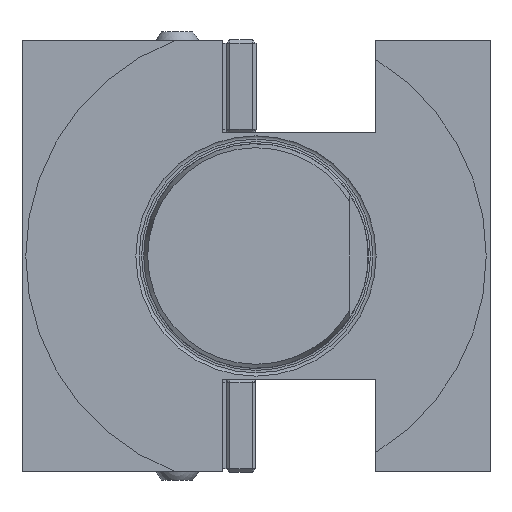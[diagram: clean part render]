
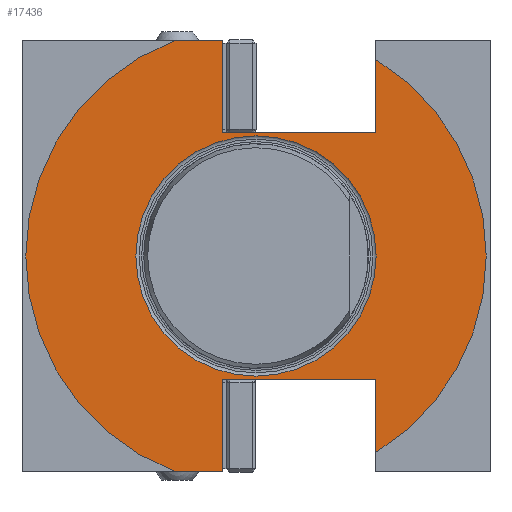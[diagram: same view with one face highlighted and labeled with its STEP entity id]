
A CAD part, front view. The second image highlights one B-rep face of the part: STEP entity #17436.
In plain terms, the highlighted planar face has unit normal (0, -1, 0).
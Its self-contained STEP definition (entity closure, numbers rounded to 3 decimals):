
#375 = ORIENTED_EDGE ( 'NONE', *, *, #8524, .T. ) ;
#550 = EDGE_LOOP ( 'NONE', ( #8741, #15913, #17588, #6494, #6057, #2854, #13615, #375, #15473, #11774 ) ) ;
#829 = VECTOR ( 'NONE', #3299, 1000. ) ;
#1281 = CARTESIAN_POINT ( 'NONE',  ( 0., 0., 0. ) ) ;
#1557 = CARTESIAN_POINT ( 'NONE',  ( 32., 0., 0. ) ) ;
#1568 = CARTESIAN_POINT ( 'NONE',  ( 0., 0., 0. ) ) ;
#2090 = DIRECTION ( 'NONE',  ( 0., 0., 1. ) ) ;
#2138 = VERTEX_POINT ( 'NONE', #9184 ) ;
#2206 = FACE_OUTER_BOUND ( 'NONE', #550, .T. ) ;
#2209 = VECTOR ( 'NONE', #17683, 1000. ) ;
#2261 = CARTESIAN_POINT ( 'NONE',  ( -32.15, 0., -57.5 ) ) ;
#2431 = VERTEX_POINT ( 'NONE', #2459 ) ;
#2459 = CARTESIAN_POINT ( 'NONE',  ( -9., 0., 57.5 ) ) ;
#2639 = EDGE_CURVE ( 'NONE', #12760, #8284, #11811, .T. ) ;
#2854 = ORIENTED_EDGE ( 'NONE', *, *, #11772, .T. ) ;
#3118 = DIRECTION ( 'NONE',  ( -1., 0., 0. ) ) ;
#3212 = CARTESIAN_POINT ( 'NONE',  ( 0., 0., 0. ) ) ;
#3299 = DIRECTION ( 'NONE',  ( 0., 0., -1. ) ) ;
#3525 = FACE_BOUND ( 'NONE', #6681, .T. ) ;
#3564 = CARTESIAN_POINT ( 'NONE',  ( -21.817, 0., 57.5 ) ) ;
#3777 = VECTOR ( 'NONE', #10788, 1000. ) ;
#3878 = CARTESIAN_POINT ( 'NONE',  ( 32., 0., 33. ) ) ;
#3983 = CARTESIAN_POINT ( 'NONE',  ( -32.15, 0., 57.5 ) ) ;
#4633 = VECTOR ( 'NONE', #15775, 1000. ) ;
#4799 = LINE ( 'NONE', #11565, #8647 ) ;
#4871 = CARTESIAN_POINT ( 'NONE',  ( 32., 0., 0. ) ) ;
#4988 = DIRECTION ( 'NONE',  ( 1., 0., 0. ) ) ;
#5143 = EDGE_CURVE ( 'NONE', #15187, #13747, #10252, .T. ) ;
#5318 = EDGE_CURVE ( 'NONE', #5752, #5752, #7289, .T. ) ;
#5752 = VERTEX_POINT ( 'NONE', #14384 ) ;
#6022 = LINE ( 'NONE', #14484, #4633 ) ;
#6057 = ORIENTED_EDGE ( 'NONE', *, *, #15560, .F. ) ;
#6494 = ORIENTED_EDGE ( 'NONE', *, *, #12081, .F. ) ;
#6515 = EDGE_CURVE ( 'NONE', #13170, #15187, #6022, .T. ) ;
#6681 = EDGE_LOOP ( 'NONE', ( #11203 ) ) ;
#6783 = EDGE_CURVE ( 'NONE', #8284, #15359, #12716, .T. ) ;
#7196 = CARTESIAN_POINT ( 'NONE',  ( 32., 0., -52.519 ) ) ;
#7289 = CIRCLE ( 'NONE', #11937, 32.095 ) ;
#7470 = DIRECTION ( 'NONE',  ( 1., 0., 0. ) ) ;
#7654 = CARTESIAN_POINT ( 'NONE',  ( -32.15, 0., 0. ) ) ;
#7978 = CARTESIAN_POINT ( 'NONE',  ( -9., 0., 0. ) ) ;
#8027 = AXIS2_PLACEMENT_3D ( 'NONE', #7654, #14735, #4988 ) ;
#8055 = LINE ( 'NONE', #2261, #15634 ) ;
#8284 = VERTEX_POINT ( 'NONE', #10448 ) ;
#8288 = CARTESIAN_POINT ( 'NONE',  ( -9., 0., -33. ) ) ;
#8524 = EDGE_CURVE ( 'NONE', #2138, #13747, #8055, .T. ) ;
#8647 = VECTOR ( 'NONE', #7470, 1000. ) ;
#8741 = ORIENTED_EDGE ( 'NONE', *, *, #16142, .F. ) ;
#9184 = CARTESIAN_POINT ( 'NONE',  ( -21.817, 0., -57.5 ) ) ;
#9605 = LINE ( 'NONE', #7978, #3777 ) ;
#9671 = EDGE_CURVE ( 'NONE', #2138, #15746, #11599, .T. ) ;
#9740 = LINE ( 'NONE', #1557, #15041 ) ;
#9755 = CARTESIAN_POINT ( 'NONE',  ( -9., 0., -57.5 ) ) ;
#9842 = DIRECTION ( 'NONE',  ( 0., -1., 0. ) ) ;
#10252 = LINE ( 'NONE', #11451, #829 ) ;
#10448 = CARTESIAN_POINT ( 'NONE',  ( 32., 0., 52.519 ) ) ;
#10526 = VECTOR ( 'NONE', #2090, 1000. ) ;
#10788 = DIRECTION ( 'NONE',  ( 0., 0., -1. ) ) ;
#11004 = AXIS2_PLACEMENT_3D ( 'NONE', #1281, #17012, #12665 ) ;
#11203 = ORIENTED_EDGE ( 'NONE', *, *, #5318, .F. ) ;
#11250 = AXIS2_PLACEMENT_3D ( 'NONE', #3212, #15985, #3118 ) ;
#11314 = DIRECTION ( 'NONE',  ( 1., 0., 0. ) ) ;
#11451 = CARTESIAN_POINT ( 'NONE',  ( -9., 0., 0. ) ) ;
#11565 = CARTESIAN_POINT ( 'NONE',  ( -32.15, 0., 33. ) ) ;
#11599 = CIRCLE ( 'NONE', #11004, 61.5 ) ;
#11772 = EDGE_CURVE ( 'NONE', #2431, #15746, #14672, .T. ) ;
#11774 = ORIENTED_EDGE ( 'NONE', *, *, #6515, .F. ) ;
#11811 = LINE ( 'NONE', #4871, #10526 ) ;
#11937 = AXIS2_PLACEMENT_3D ( 'NONE', #1568, #9842, #11314 ) ;
#12081 = EDGE_CURVE ( 'NONE', #15435, #12760, #4799, .T. ) ;
#12208 = PLANE ( 'NONE',  #8027 ) ;
#12665 = DIRECTION ( 'NONE',  ( -1., 0., 0. ) ) ;
#12716 = CIRCLE ( 'NONE', #11250, 61.5 ) ;
#12760 = VERTEX_POINT ( 'NONE', #3878 ) ;
#13170 = VERTEX_POINT ( 'NONE', #16603 ) ;
#13201 = CARTESIAN_POINT ( 'NONE',  ( -9., 0., 33. ) ) ;
#13615 = ORIENTED_EDGE ( 'NONE', *, *, #9671, .F. ) ;
#13647 = DIRECTION ( 'NONE',  ( 1., 0., 0. ) ) ;
#13747 = VERTEX_POINT ( 'NONE', #9755 ) ;
#14384 = CARTESIAN_POINT ( 'NONE',  ( 32.095, 0., 0. ) ) ;
#14484 = CARTESIAN_POINT ( 'NONE',  ( -32.15, 0., -33. ) ) ;
#14672 = LINE ( 'NONE', #3983, #2209 ) ;
#14735 = DIRECTION ( 'NONE',  ( 0., -1., 0. ) ) ;
#15041 = VECTOR ( 'NONE', #17017, 1000. ) ;
#15187 = VERTEX_POINT ( 'NONE', #8288 ) ;
#15359 = VERTEX_POINT ( 'NONE', #7196 ) ;
#15435 = VERTEX_POINT ( 'NONE', #13201 ) ;
#15473 = ORIENTED_EDGE ( 'NONE', *, *, #5143, .F. ) ;
#15560 = EDGE_CURVE ( 'NONE', #2431, #15435, #9605, .T. ) ;
#15634 = VECTOR ( 'NONE', #13647, 1000. ) ;
#15746 = VERTEX_POINT ( 'NONE', #3564 ) ;
#15775 = DIRECTION ( 'NONE',  ( -1., 0., 0. ) ) ;
#15913 = ORIENTED_EDGE ( 'NONE', *, *, #6783, .F. ) ;
#15985 = DIRECTION ( 'NONE',  ( 0., 1., 0. ) ) ;
#16142 = EDGE_CURVE ( 'NONE', #15359, #13170, #9740, .T. ) ;
#16603 = CARTESIAN_POINT ( 'NONE',  ( 32., 0., -33. ) ) ;
#17012 = DIRECTION ( 'NONE',  ( 0., 1., 0. ) ) ;
#17017 = DIRECTION ( 'NONE',  ( 0., 0., 1. ) ) ;
#17436 = ADVANCED_FACE ( 'Defeature completata2_3', ( #2206, #3525 ), #12208, .T. ) ;
#17588 = ORIENTED_EDGE ( 'NONE', *, *, #2639, .F. ) ;
#17683 = DIRECTION ( 'NONE',  ( -1., 0., 0. ) ) ;
